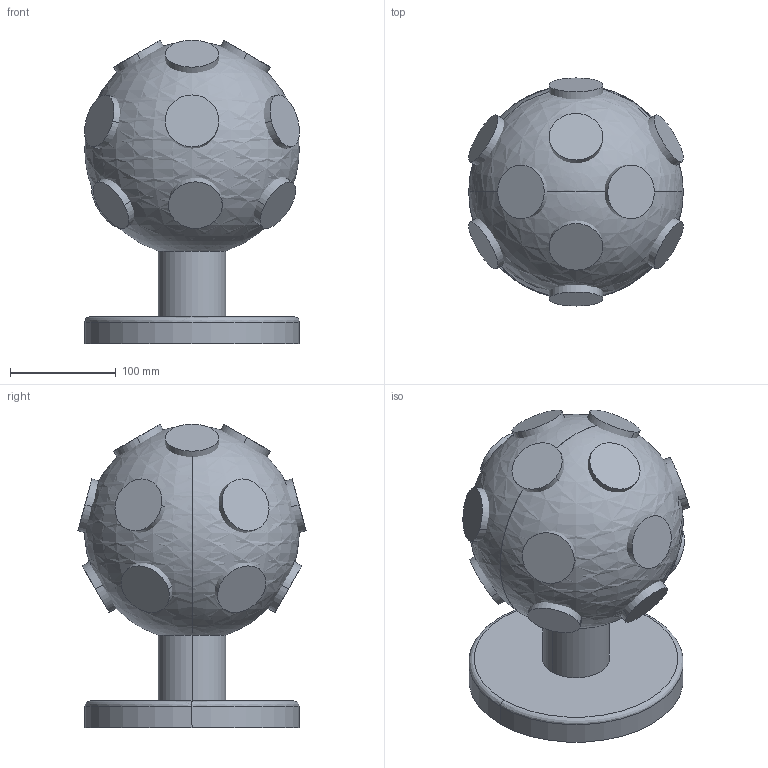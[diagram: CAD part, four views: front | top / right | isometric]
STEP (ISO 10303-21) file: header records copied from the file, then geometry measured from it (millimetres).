
FILE_DESCRIPTION(/* description */ (''),/* implementation_level */ '2;1');
FILE_NAME(/* name */ 'disco_ball',/* time_stamp */ '2025-07-15T16:32:36-07:00',/* author */ (''),/* organization */ (''),/* preprocessor_version */ 'ST-DEVELOPER v19.2',/* originating_system */ 'Rhino 8.19',/* authorisation */ '');
FILE_SCHEMA (('CONFIG_CONTROL_DESIGN'));
Length unit declared in the file: metre
Products named in the file (1): Document
Bounding box: 203.35 x 215.9 x 287.28 mm (x, y, z)
Surface area: 589320.2 mm2 (no closed solid volume)
Topology: 0 solids, 78 shells, 78 faces, 214 edges, 204 vertices
Faces by surface type: cylinder 36, plane 34, bspline 8
Entity records: 2996 total; most frequent: CARTESIAN_POINT 992, DIRECTION 338, ORIENTED_EDGE 204, EDGE_CURVE 204, VERTEX_POINT 204, AXIS2_PLACEMENT_3D 204, CIRCLE 132, TRIMMED_CURVE 100
